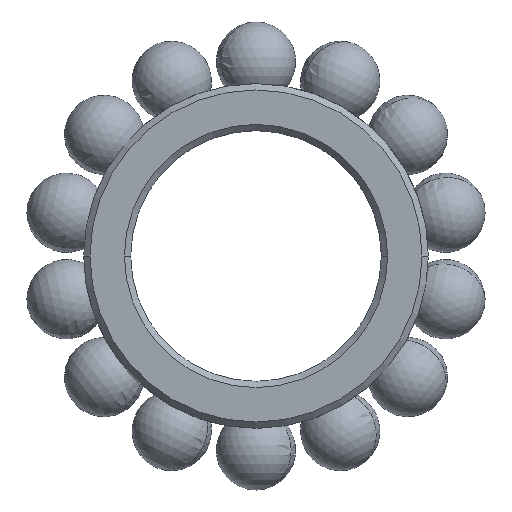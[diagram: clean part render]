
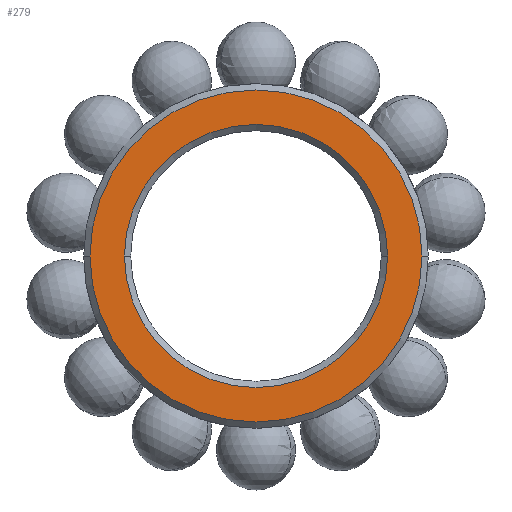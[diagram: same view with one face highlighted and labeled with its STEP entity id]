
A CAD part, front view. The second image highlights one B-rep face of the part: STEP entity #279.
In plain terms, the highlighted planar face has unit normal (0, -1, 0).
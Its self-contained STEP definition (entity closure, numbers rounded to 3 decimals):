
#125=CARTESIAN_POINT('Vertex',(26.5,-7.5,0.)) ;
#128=CARTESIAN_POINT('Axis2P3D Location',(0.,-7.5,0.)) ;
#132=CARTESIAN_POINT('Vertex',(-26.5,-7.5,0.)) ;
#159=CARTESIAN_POINT('Axis2P3D Location',(0.,-7.5,0.)) ;
#252=CARTESIAN_POINT('Axis2P3D Location',(0.,-7.5,0.)) ;
#261=CARTESIAN_POINT('Axis2P3D Location',(0.,-7.5,0.)) ;
#265=CARTESIAN_POINT('Vertex',(-21.,-7.5,0.)) ;
#267=CARTESIAN_POINT('Vertex',(21.,-7.5,0.)) ;
#270=CARTESIAN_POINT('Axis2P3D Location',(0.,-7.5,0.)) ;
#129=DIRECTION('Axis2P3D Direction',(0.,1.,0.)) ;
#160=DIRECTION('Axis2P3D Direction',(0.,1.,0.)) ;
#253=DIRECTION('Axis2P3D Direction',(0.,1.,0.)) ;
#254=DIRECTION('Axis2P3D XDirection',(-1.,0.,0.)) ;
#262=DIRECTION('Axis2P3D Direction',(0.,1.,0.)) ;
#271=DIRECTION('Axis2P3D Direction',(0.,1.,0.)) ;
#130=AXIS2_PLACEMENT_3D('Circle Axis2P3D',#128,#129,$) ;
#161=AXIS2_PLACEMENT_3D('Circle Axis2P3D',#159,#160,$) ;
#255=AXIS2_PLACEMENT_3D('Plane Axis2P3D',#252,#253,#254) ;
#263=AXIS2_PLACEMENT_3D('Circle Axis2P3D',#261,#262,$) ;
#272=AXIS2_PLACEMENT_3D('Circle Axis2P3D',#270,#271,$) ;
#258=ORIENTED_EDGE('',*,*,#163,.F.) ;
#259=ORIENTED_EDGE('',*,*,#134,.F.) ;
#276=ORIENTED_EDGE('',*,*,#269,.T.) ;
#277=ORIENTED_EDGE('',*,*,#274,.T.) ;
#278=FACE_BOUND('',#275,.T.) ;
#279=ADVANCED_FACE('PartBody',(#260,#278),#256,.F.) ;
#131=CIRCLE('generated circle',#130,26.5) ;
#162=CIRCLE('generated circle',#161,26.5) ;
#264=CIRCLE('generated circle',#263,21.) ;
#273=CIRCLE('generated circle',#272,21.) ;
#134=EDGE_CURVE('',#126,#133,#131,.T.) ;
#163=EDGE_CURVE('',#133,#126,#162,.T.) ;
#269=EDGE_CURVE('',#266,#268,#264,.T.) ;
#274=EDGE_CURVE('',#268,#266,#273,.T.) ;
#257=EDGE_LOOP('',(#258,#259)) ;
#275=EDGE_LOOP('',(#276,#277)) ;
#260=FACE_OUTER_BOUND('',#257,.T.) ;
#256=PLANE('',#255) ;
#126=VERTEX_POINT('',#125) ;
#133=VERTEX_POINT('',#132) ;
#266=VERTEX_POINT('',#265) ;
#268=VERTEX_POINT('',#267) ;
